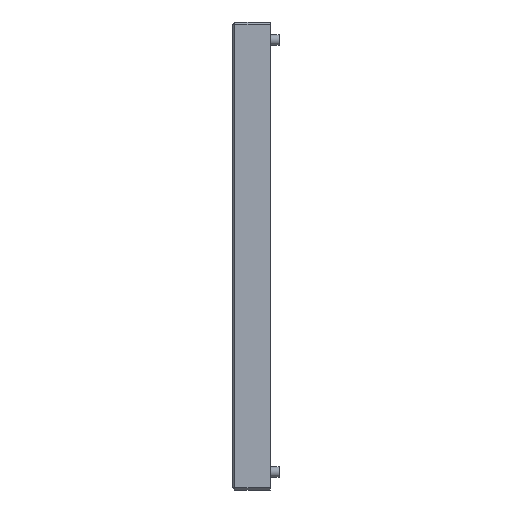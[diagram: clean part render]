
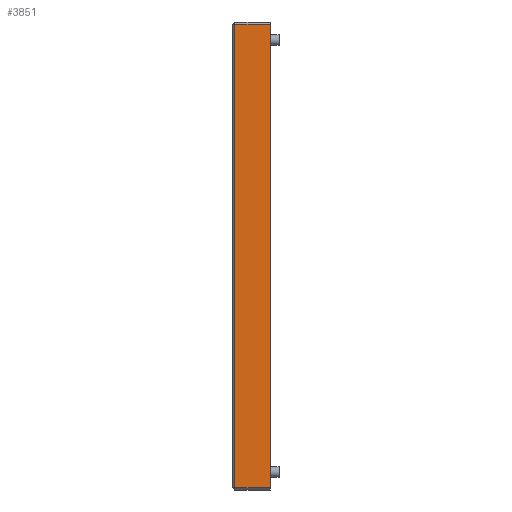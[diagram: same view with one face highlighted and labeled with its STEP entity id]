
A CAD part, left-side view. The second image highlights one B-rep face of the part: STEP entity #3851.
In plain terms, the highlighted planar face has unit normal (-1, 0, 0).
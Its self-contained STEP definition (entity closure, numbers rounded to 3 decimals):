
#30 = VERTEX_POINT ( 'NONE', #2566 ) ;
#192 = LINE ( 'NONE', #1475, #3935 ) ;
#220 = AXIS2_PLACEMENT_3D ( 'NONE', #618, #2006, #551 ) ;
#297 = FACE_OUTER_BOUND ( 'NONE', #1004, .T. ) ;
#399 = VECTOR ( 'NONE', #3460, 1000. ) ;
#445 = LINE ( 'NONE', #1565, #2635 ) ;
#522 = CARTESIAN_POINT ( 'NONE',  ( 0., 0., -0.4 ) ) ;
#551 = DIRECTION ( 'NONE',  ( 0., 0., -1. ) ) ;
#618 = CARTESIAN_POINT ( 'NONE',  ( 0., 7.25, 0. ) ) ;
#915 = DIRECTION ( 'NONE',  ( 0., 0., 1. ) ) ;
#1004 = EDGE_LOOP ( 'NONE', ( #4221, #1702, #1414, #1320 ) ) ;
#1082 = LINE ( 'NONE', #2801, #2087 ) ;
#1320 = ORIENTED_EDGE ( 'NONE', *, *, #3936, .T. ) ;
#1414 = ORIENTED_EDGE ( 'NONE', *, *, #1820, .T. ) ;
#1475 = CARTESIAN_POINT ( 'NONE',  ( 0., 0., 0. ) ) ;
#1565 = CARTESIAN_POINT ( 'NONE',  ( 0., 7.25, -90.62 ) ) ;
#1702 = ORIENTED_EDGE ( 'NONE', *, *, #1808, .T. ) ;
#1783 = CARTESIAN_POINT ( 'NONE',  ( 0., 6.85, 0. ) ) ;
#1808 = EDGE_CURVE ( 'NONE', #3225, #30, #445, .T. ) ;
#1820 = EDGE_CURVE ( 'NONE', #30, #2622, #192, .T. ) ;
#1947 = CARTESIAN_POINT ( 'NONE',  ( 0., 6.85, -90.62 ) ) ;
#2006 = DIRECTION ( 'NONE',  ( 1., 0., 0. ) ) ;
#2077 = EDGE_CURVE ( 'NONE', #2368, #3225, #2428, .T. ) ;
#2087 = VECTOR ( 'NONE', #2375, 1000. ) ;
#2368 = VERTEX_POINT ( 'NONE', #3436 ) ;
#2375 = DIRECTION ( 'NONE',  ( 0., 1., 0. ) ) ;
#2428 = LINE ( 'NONE', #1783, #399 ) ;
#2566 = CARTESIAN_POINT ( 'NONE',  ( 0., 0., -90.62 ) ) ;
#2622 = VERTEX_POINT ( 'NONE', #522 ) ;
#2635 = VECTOR ( 'NONE', #3327, 1000. ) ;
#2801 = CARTESIAN_POINT ( 'NONE',  ( 0., 7.25, -0.4 ) ) ;
#3225 = VERTEX_POINT ( 'NONE', #1947 ) ;
#3304 = PLANE ( 'NONE',  #220 ) ;
#3327 = DIRECTION ( 'NONE',  ( 0., -1., 0. ) ) ;
#3436 = CARTESIAN_POINT ( 'NONE',  ( 0., 6.85, -0.4 ) ) ;
#3460 = DIRECTION ( 'NONE',  ( 0., 0., -1. ) ) ;
#3851 = ADVANCED_FACE ( 'NONE', ( #297 ), #3304, .F. ) ;
#3935 = VECTOR ( 'NONE', #915, 1000. ) ;
#3936 = EDGE_CURVE ( 'NONE', #2622, #2368, #1082, .T. ) ;
#4221 = ORIENTED_EDGE ( 'NONE', *, *, #2077, .T. ) ;
